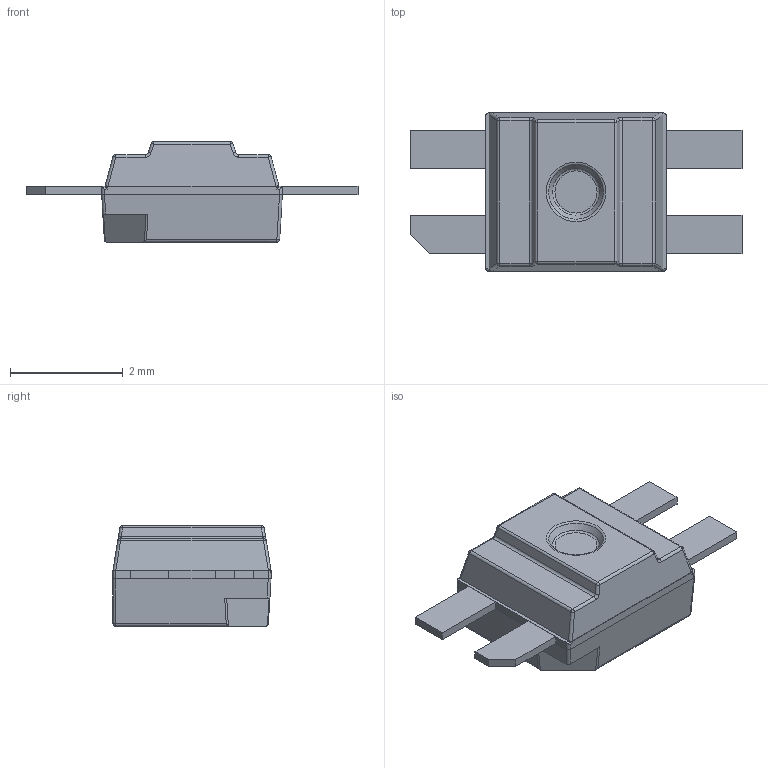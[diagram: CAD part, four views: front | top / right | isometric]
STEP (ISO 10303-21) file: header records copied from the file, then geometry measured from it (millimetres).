
FILE_DESCRIPTION(/* description */ (''),/* implementation_level */ '2;1');
FILE_NAME(/* name */ 'OPSCO_SK68xxMINI-E.step',/* time_stamp */ '2024-06-18T00:41:35+08:00',/* author */ (''),/* organization */ (''),/* preprocessor_version */ 'ST-DEVELOPER v20',/* originating_system */ 'Autodesk Translation Framework v13.14.0.145',/* authorisation */ '');
FILE_SCHEMA (('AUTOMOTIVE_DESIGN { 1 0 10303 214 3 1 1 }'));
Length unit declared in the file: millimetre
Products named in the file (1): OPSCO_SK68xxMINI-E
Bounding box: 5.88 x 2.8 x 1.78 mm (x, y, z)
Volume: 14.3 mm3; surface area: 60.6 mm2
Topology: 6 solids, 6 shells, 120 faces, 259 edges, 154 vertices
Faces by surface type: plane 55, cylinder 40, sphere 13, torus 5, bspline 4, cone 3
Entity records: 3344 total; most frequent: CARTESIAN_POINT 630, DIRECTION 589, ORIENTED_EDGE 518, EDGE_CURVE 259, AXIS2_PLACEMENT_3D 213, LINE 163, VECTOR 163, VERTEX_POINT 154
